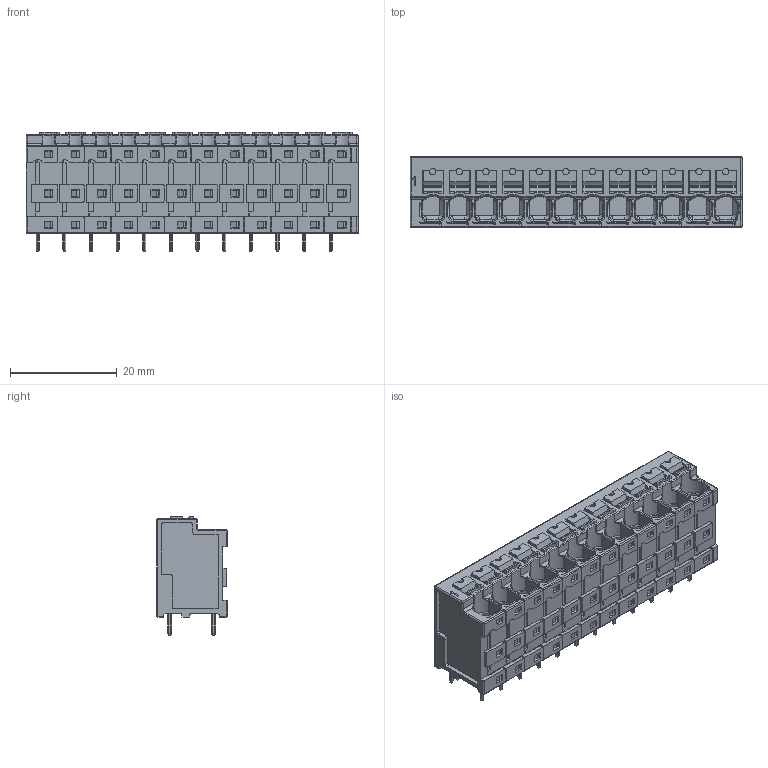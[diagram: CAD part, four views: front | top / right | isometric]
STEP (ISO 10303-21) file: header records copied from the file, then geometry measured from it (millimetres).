
FILE_DESCRIPTION(('CATIA V5 STEP Exchange','CAx-IF Rec.Pracs.--- Model Styling and Organization---1.5--- 2016-08-15','CAx-IF Rec.Pracs.---Supplemental Geometry---1.0---2011-11-01','CAx-IF Rec.Pracs.--- Composite Materials ---1.1---2010-07-15'),'2;1');
FILE_NAME ('1502659-2_1', '2025-08-27T09:58:43+00:00', ('none'), ('Weidmueller'), 'CATIA Version 5-6 Release 2024 SP4', 'CATIA V5 STEP AP214 v3', 'none');
FILE_SCHEMA(('AUTOMOTIVE_DESIGN { 1 0 10303 214 1 1 1 1 }'));
Products named in the file (1): 2913810000
Bounding box: 62.3 x 13.2 x 22.5 mm (x, y, z)
Volume: 11503 mm3; surface area: 10426 mm2
Topology: 1 solids, 3 shells, 3900 faces, 10422 edges, 6674 vertices
Faces by surface type: plane 2508, cylinder 888, bspline 215, extrusion 97, torus 84, cone 59, sphere 49
Entity records: 127454 total; most frequent: CARTESIAN_POINT 37253, ORIENTED_EDGE 20770, DIRECTION 12921, EDGE_CURVE 10385, VECTOR 7362, LINE 7265, VERTEX_POINT 6674, EDGE_LOOP 4203
